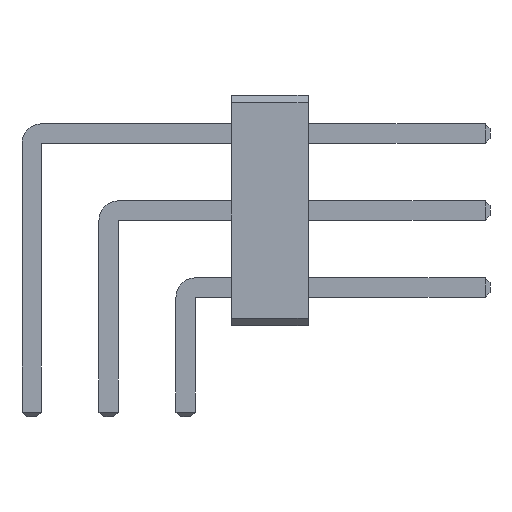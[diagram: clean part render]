
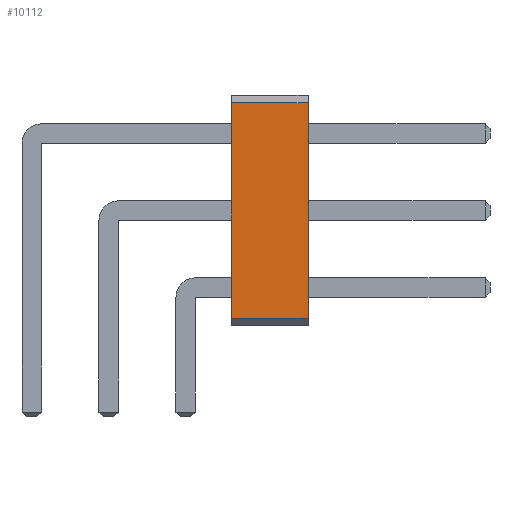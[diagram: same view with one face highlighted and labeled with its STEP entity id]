
A CAD part, front view. The second image highlights one B-rep face of the part: STEP entity #10112.
In plain terms, the highlighted planar face has unit normal (0, -1, 0).
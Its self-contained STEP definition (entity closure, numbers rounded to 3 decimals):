
#10112 = ADVANCED_FACE('',(#10113),#10147,.T.);
#10113 = FACE_BOUND('',#10114,.T.);
#10114 = EDGE_LOOP('',(#10115,#10125,#10133,#10141));
#10115 = ORIENTED_EDGE('',*,*,#10116,.T.);
#10116 = EDGE_CURVE('',#10117,#10119,#10121,.T.);
#10117 = VERTEX_POINT('',#10118);
#10118 = CARTESIAN_POINT('',(6.58,-13.97,0.254));
#10119 = VERTEX_POINT('',#10120);
#10120 = CARTESIAN_POINT('',(9.12,-13.97,0.254));
#10121 = LINE('',#10122,#10123);
#10122 = CARTESIAN_POINT('',(6.58,-13.97,0.254));
#10123 = VECTOR('',#10124,1.);
#10124 = DIRECTION('',(1.,0.,0.));
#10125 = ORIENTED_EDGE('',*,*,#10126,.T.);
#10126 = EDGE_CURVE('',#10119,#10127,#10129,.T.);
#10127 = VERTEX_POINT('',#10128);
#10128 = CARTESIAN_POINT('',(9.12,-13.97,7.366));
#10129 = LINE('',#10130,#10131);
#10130 = CARTESIAN_POINT('',(9.12,-13.97,0.254));
#10131 = VECTOR('',#10132,1.);
#10132 = DIRECTION('',(0.,0.,1.));
#10133 = ORIENTED_EDGE('',*,*,#10134,.F.);
#10134 = EDGE_CURVE('',#10135,#10127,#10137,.T.);
#10135 = VERTEX_POINT('',#10136);
#10136 = CARTESIAN_POINT('',(6.58,-13.97,7.366));
#10137 = LINE('',#10138,#10139);
#10138 = CARTESIAN_POINT('',(6.58,-13.97,7.366));
#10139 = VECTOR('',#10140,1.);
#10140 = DIRECTION('',(1.,0.,0.));
#10141 = ORIENTED_EDGE('',*,*,#10142,.F.);
#10142 = EDGE_CURVE('',#10117,#10135,#10143,.T.);
#10143 = LINE('',#10144,#10145);
#10144 = CARTESIAN_POINT('',(6.58,-13.97,0.254));
#10145 = VECTOR('',#10146,1.);
#10146 = DIRECTION('',(0.,0.,1.));
#10147 = PLANE('',#10148);
#10148 = AXIS2_PLACEMENT_3D('',#10149,#10150,#10151);
#10149 = CARTESIAN_POINT('',(6.58,-13.97,0.254));
#10150 = DIRECTION('',(0.,-1.,0.));
#10151 = DIRECTION('',(0.,0.,1.));
